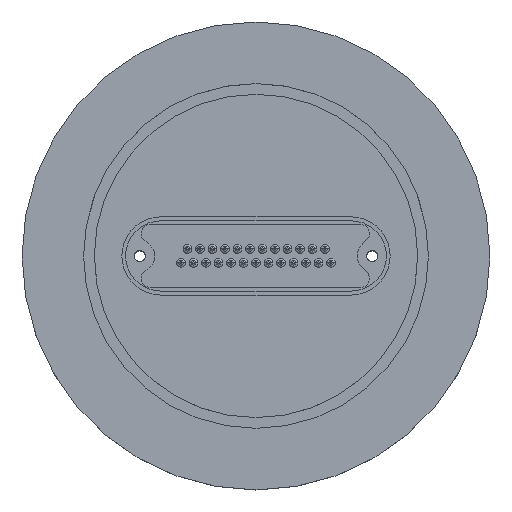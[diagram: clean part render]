
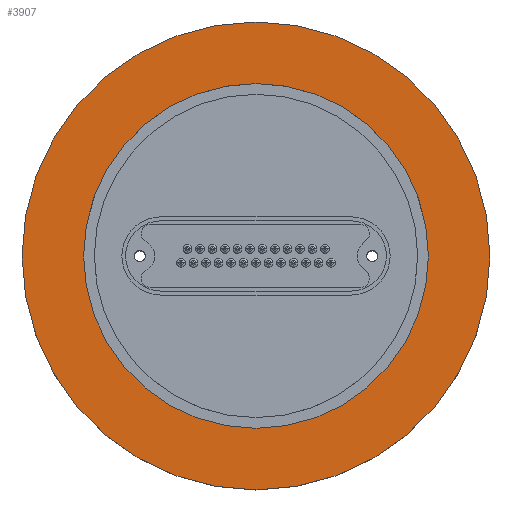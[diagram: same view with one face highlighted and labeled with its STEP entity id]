
A CAD part, top view. The second image highlights one B-rep face of the part: STEP entity #3907.
In plain terms, the highlighted planar face has unit normal (0, 0, 1).
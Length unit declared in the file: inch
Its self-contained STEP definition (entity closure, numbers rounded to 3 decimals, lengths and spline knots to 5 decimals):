
#174 = CIRCLE ( 'NONE', #5739, 1.378 ) ;
#188 = CIRCLE ( 'NONE', #5744, 1.87 ) ;
#866 = CIRCLE ( 'NONE', #7294, 1.378 ) ;
#876 = CIRCLE ( 'NONE', #7292, 1.87 ) ;
#2367 = FACE_OUTER_BOUND ( 'NONE', #10643, .T. ) ;
#2370 = FACE_BOUND ( 'NONE', #10645, .T. ) ;
#2639 = CARTESIAN_POINT ( 'NONE',  ( 1.87, 0., 0.501 ) ) ;
#2665 = CARTESIAN_POINT ( 'NONE',  ( -1.378, 0., 0.501 ) ) ;
#2837 = CARTESIAN_POINT ( 'NONE',  ( 1.378, 0., 0.501 ) ) ;
#3560 = CARTESIAN_POINT ( 'NONE',  ( -1.87, 0., 0.501 ) ) ;
#3907 = ADVANCED_FACE ( 'NONE', ( #2370, #2367 ), #6442, .T. ) ;
#4947 = DIRECTION ( 'NONE',  ( 1., 0., 0. ) ) ;
#4948 = DIRECTION ( 'NONE',  ( 0., 0., 1. ) ) ;
#4952 = CARTESIAN_POINT ( 'NONE',  ( 0., 0., 0.501 ) ) ;
#4954 = DIRECTION ( 'NONE',  ( 1., 0., 0. ) ) ;
#4955 = DIRECTION ( 'NONE',  ( 0., 0., 1. ) ) ;
#4956 = CARTESIAN_POINT ( 'NONE',  ( 0., 0., 0.501 ) ) ;
#4960 = DIRECTION ( 'NONE',  ( 1., 0., 0. ) ) ;
#4961 = DIRECTION ( 'NONE',  ( 0., 0., 1. ) ) ;
#4962 = CARTESIAN_POINT ( 'NONE',  ( 0., 0., 0.501 ) ) ;
#4989 = DIRECTION ( 'NONE',  ( 1., 0., 0. ) ) ;
#4990 = DIRECTION ( 'NONE',  ( 0., 0., 1. ) ) ;
#4991 = CARTESIAN_POINT ( 'NONE',  ( 0., 0., 0.501 ) ) ;
#5739 = AXIS2_PLACEMENT_3D ( 'NONE', #4962, #4961, #4960 ) ;
#5744 = AXIS2_PLACEMENT_3D ( 'NONE', #4991, #4990, #4989 ) ;
#6438 = DIRECTION ( 'NONE',  ( 1., 0., 0. ) ) ;
#6439 = DIRECTION ( 'NONE',  ( 0., 0., 1. ) ) ;
#6442 = PLANE ( 'NONE',  #11315 ) ;
#6451 = CARTESIAN_POINT ( 'NONE',  ( 0., 0., 0.501 ) ) ;
#7292 = AXIS2_PLACEMENT_3D ( 'NONE', #4952, #4948, #4947 ) ;
#7294 = AXIS2_PLACEMENT_3D ( 'NONE', #4956, #4955, #4954 ) ;
#7926 = VERTEX_POINT ( 'NONE', #2837 ) ;
#8028 = VERTEX_POINT ( 'NONE', #2665 ) ;
#8037 = VERTEX_POINT ( 'NONE', #2639 ) ;
#8141 = VERTEX_POINT ( 'NONE', #3560 ) ;
#10470 = ORIENTED_EDGE ( 'NONE', *, *, #12478, .T. ) ;
#10471 = ORIENTED_EDGE ( 'NONE', *, *, #12087, .T. ) ;
#10472 = ORIENTED_EDGE ( 'NONE', *, *, #12086, .F. ) ;
#10473 = ORIENTED_EDGE ( 'NONE', *, *, #12486, .F. ) ;
#10643 = EDGE_LOOP ( 'NONE', ( #10471, #10470 ) ) ;
#10645 = EDGE_LOOP ( 'NONE', ( #10473, #10472 ) ) ;
#11315 = AXIS2_PLACEMENT_3D ( 'NONE', #6451, #6439, #6438 ) ;
#12086 = EDGE_CURVE ( 'NONE', #7926, #8028, #866, .T. ) ;
#12087 = EDGE_CURVE ( 'NONE', #8141, #8037, #876, .T. ) ;
#12478 = EDGE_CURVE ( 'NONE', #8037, #8141, #188, .T. ) ;
#12486 = EDGE_CURVE ( 'NONE', #8028, #7926, #174, .T. ) ;
